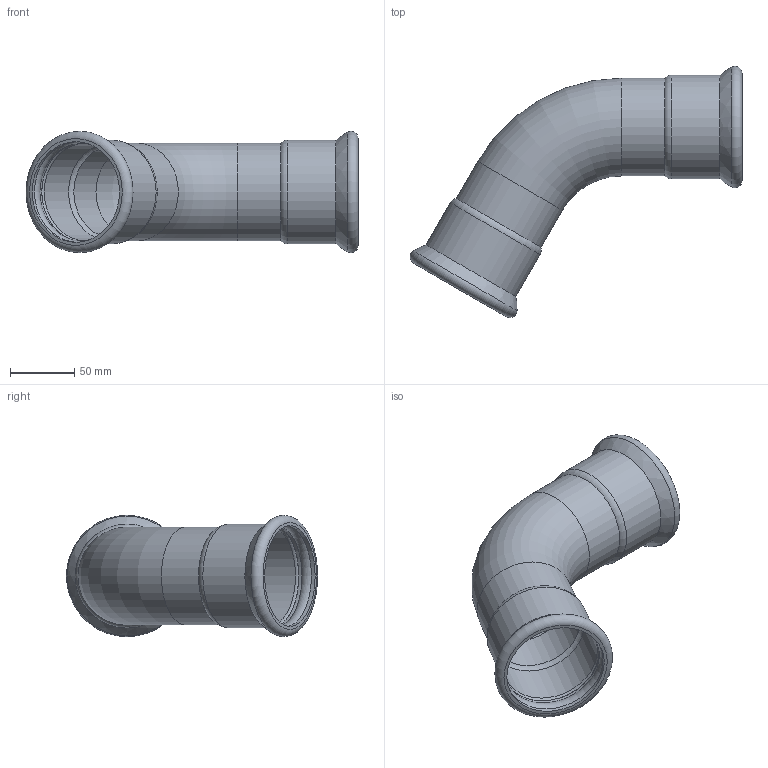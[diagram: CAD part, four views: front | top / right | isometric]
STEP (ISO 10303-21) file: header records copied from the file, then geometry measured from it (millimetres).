
FILE_DESCRIPTION(/* description */ ('CURVA 60° FF De76,1'),/* implementation_level */ '2;1');
FILE_NAME(/* name */ '181076600_Inoxpres.stp',/* time_stamp */ '2022-10-11T09:27:12+02:00',/* author */ ('Vault'),/* organization */ ('Raccorderie metalliche s.p.a. '),/* preprocessor_version */ 'ST-DEVELOPER v18.1',/* originating_system */ 'Autodesk Inventor 2020',/* authorisation */ 'Raccorderie metalliche s.p.a. ');
FILE_SCHEMA (('AUTOMOTIVE_DESIGN { 1 0 10303 214 3 1 1 }'));
Length unit declared in the file: millimetre
Products named in the file (1): 181076600_Inoxpres
Bounding box: 258.51 x 195.63 x 94.49 mm (x, y, z)
Volume: 175827.1 mm3; surface area: 141368.9 mm2
Topology: 1 solids, 1 shells, 30 faces, 106 edges, 78 vertices
Faces by surface type: torus 12, cylinder 12, bspline 2, cone 2, plane 2
Full cylindrical faces by diameter (mm): 72.1 x2, 76.1 x2, 76.7 x2, 78.5 x4, 80.7 x2
Entity records: 1327 total; most frequent: CARTESIAN_POINT 267, DIRECTION 256, ORIENTED_EDGE 212, AXIS2_PLACEMENT_3D 121, EDGE_CURVE 106, CIRCLE 92, VERTEX_POINT 78, EDGE_LOOP 32
